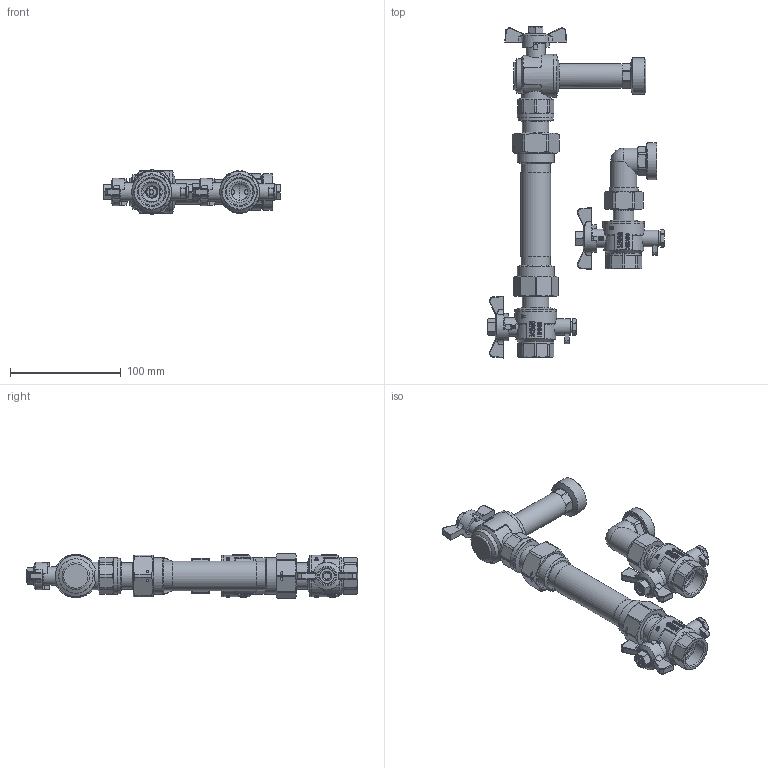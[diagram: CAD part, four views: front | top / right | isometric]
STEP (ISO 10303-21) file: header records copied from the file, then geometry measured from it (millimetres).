
FILE_DESCRIPTION(/* description */ ('Unknown'),/* implementation_level */ '2;1');
FILE_NAME(/* name */ '85120058',/* time_stamp */ '2023-07-20T10:20:21+02:00',/* author */ ('Unknown'),/* organization */ ('Unknown'),/* preprocessor_version */ 'ST-DEVELOPER v18.102',/* originating_system */ 'Solid Edge',/* authorisation */ 'Unknown');
FILE_SCHEMA (('AP242_MANAGED_MODEL_BASED_3D_ENGINEERING_MIM_LF { 1 0 10303 442 1 1 4 }','AUTOMOTIVE_DESIGN {1 0 10303 214 3 1 1}'));
Length unit declared in the file: millimetre
Products named in the file (53): 85120058; 98708712-3_4x110; 98000728-56_IG3_4 x AG1; 722-56_oa_0; B1; F-griff; M8-1_2-3_4; Kvrper-co_oa_1; Kvrper; Schtaube; Spindel-co_oa_2; Stopfbuchse; Spindel; 722-56-Verschr-co; Überwurfmutter_1; Sperring; Einschraubteil; Dichtung; 98708713_3-4 x 1; 725-56; _berwurfmutter_0; St_tze_0; O-Ring_0; Dichtung_0; StoppRing_0; Speerring_0; 722-55_oa_3; 722-55-Einschraubteil-co; 97000077_24x15x2 - 3_4; sperring; Überwurfmutter_3_4; F-griff.1; M8-1_2-3_4.1; Kvrper-co_oa_4; Körper_; Spindel-co; Spindeldichtung; 745_56_lang; Flügelgriff 1_4 - 3_4; Einschraubteil lang_745-56 ...
Assembly tree (53 placements, depth 4):
  85120058
    98708712-3_4x110
    98000728-56_IG3_4 x AG1  x2
    722-56_oa_0
      B1
        F-griff
        M8-1_2-3_4
      Kvrper-co_oa_1
        Kvrper
        Schtaube
      Spindel-co_oa_2
        Stopfbuchse
        Spindel
      722-56-Verschr-co
        Überwurfmutter_1
        Sperring
        Einschraubteil
        Dichtung
    98708713_3-4 x 1
    725-56
      _berwurfmutter_0
      St_tze_0
      O-Ring_0
      Dichtung_0
      StoppRing_0
      Speerring_0
    722-55_oa_3
      722-55-Einschraubteil-co
        Einschraubteil
        97000077_24x15x2 - 3_4
        sperring
        Überwurfmutter_3_4
      B1
        F-griff.1
        M8-1_2-3_4.1
      Kvrper-co_oa_4
        Körper_
        Dichtung_0
        Schtaube
      Spindel-co
        Stopfbuchse
        Spindel
        Spindeldichtung
    745_56_lang
      Flügelgriff 1_4 - 3_4
      Einschraubteil lang_745-56
      Körper_020
      3_4-Spindel-co
        600-3_4-Spindel
        600-3_4-Spindeldichtung
        600-3_4-Stopfbuchse
        600-3_4-O-Ring
      WUERTH 03228 hexagonal nut DIN 934  M8 A2 BLK_EDST
Bounding box: 159.83 x 300.11 x 40.8 mm (x, y, z)
Volume: 213061.1 mm3; surface area: 144831.1 mm2
Topology: 40 solids, 40 shells, 2814 faces, 7620 edges, 5016 vertices
Faces by surface type: plane 2084, cylinder 433, cone 213, bspline 46, sphere 32, torus 6
Full cylindrical faces by diameter (mm): 1.5 x4, 5 x2, 5.9 x2, 6.6 x1, 6.647 x1, 6.7 x2, 6.75 x2, 8.9 x2, 8.92 x2, 9 x7, 9.1 x4, 9.3 x1, 10 x3, 10.5 x3, 11 x3, 12 x3, 12.3 x1, 12.376 x2, 12.4 x1, 12.5 x2, 13 x1, 14 x3, 15 x3, 16 x4, 17 x3, 18 x3, 18.5 x3, 18.6 x1, 18.9 x1, 19 x3
Entity records: 101908 total; most frequent: CARTESIAN_POINT 27831, DIRECTION 16232, ORIENTED_EDGE 14402, EDGE_CURVE 7201, AXIS2_PLACEMENT_3D 6726, VERTEX_POINT 4886, FACE_BOUND 3267, EDGE_LOOP 3263
